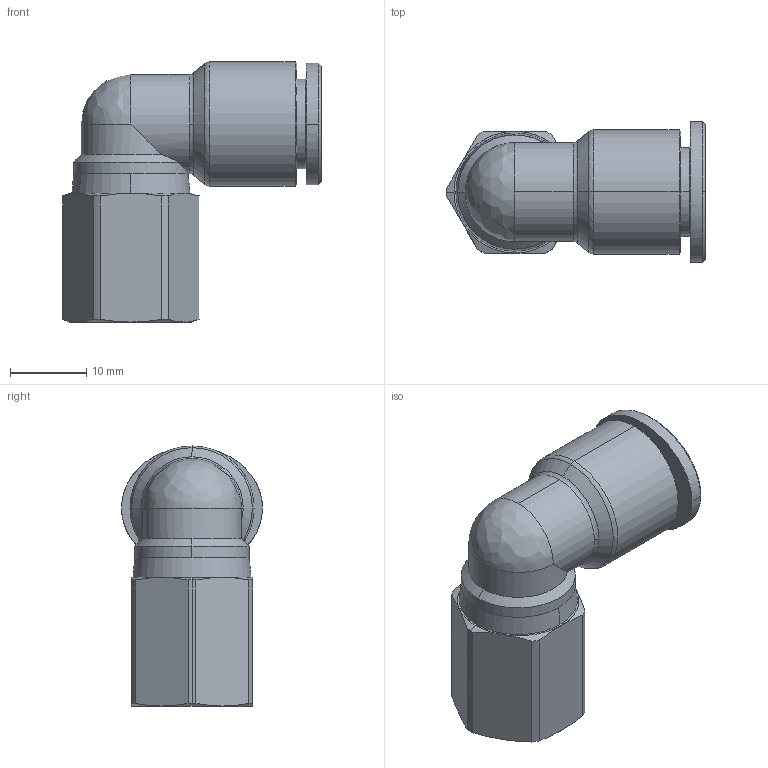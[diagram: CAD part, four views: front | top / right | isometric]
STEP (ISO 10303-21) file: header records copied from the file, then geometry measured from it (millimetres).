
FILE_DESCRIPTION (( 'STEP AP214' ), '1' );
FILE_NAME ('PLF10-G02.stp', '2015-09-24T07:29:10', ( '' ), ( '' ), 'SwSTEP 2.0', 'SolidWorks 2015', '' );
FILE_SCHEMA (( 'AUTOMOTIVE_DESIGN' ));
Length unit declared in the file: millimetre
Products named in the file (2): PLF10-G02; ｦ+ﾃｦ1
Assembly tree (1 placements, depth 2):
  PLF10-G02
    ｦ+ﾃｦ1
Bounding box: 33.95 x 18.5 x 34.15 mm (x, y, z)
Volume: 6668.1 mm3; surface area: 4205 mm2
Topology: 1 solids, 1 shells, 453 faces, 1281 edges, 845 vertices
Faces by surface type: plane 389, cone 28, cylinder 22, bspline 12, torus 2
Entity records: 15813 total; most frequent: CARTESIAN_POINT 3457, ORIENTED_EDGE 2560, DIRECTION 2207, EDGE_CURVE 1280, VECTOR 1143, LINE 1143, VERTEX_POINT 845, AXIS2_PLACEMENT_3D 532
